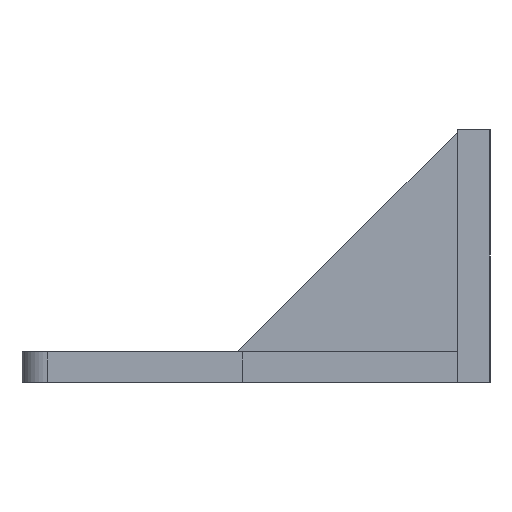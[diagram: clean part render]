
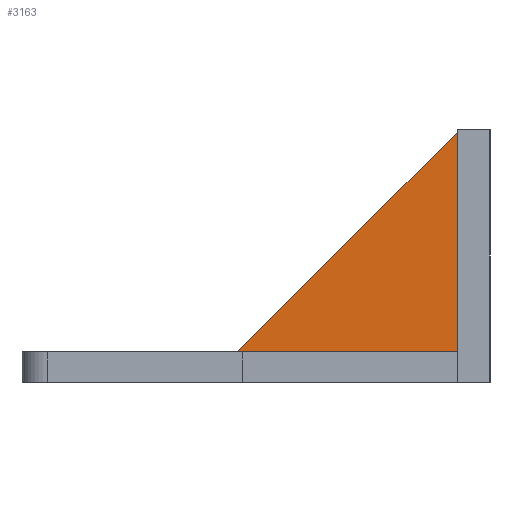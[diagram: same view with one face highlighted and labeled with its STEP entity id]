
A CAD part, left-side view. The second image highlights one B-rep face of the part: STEP entity #3163.
In plain terms, the highlighted planar face has unit normal (-1, 0, 0).
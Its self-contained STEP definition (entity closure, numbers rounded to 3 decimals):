
#3056=CARTESIAN_POINT('',(385.9,121.5,4.5));
#3057=VERTEX_POINT('',#3056);
#3072=CARTESIAN_POINT('',(385.9,121.5,47.885));
#3073=VERTEX_POINT('',#3072);
#3080=CARTESIAN_POINT('',(385.9,121.5,4.5));
#3081=DIRECTION('',(0.,0.,1.));
#3082=VECTOR('',#3081,43.385);
#3083=LINE('',#3080,#3082);
#3084=EDGE_CURVE('',#3057,#3073,#3083,.T.);
#3094=CARTESIAN_POINT('',(385.9,164.885,4.5));
#3095=VERTEX_POINT('',#3094);
#3096=CARTESIAN_POINT('',(385.9,121.5,47.885));
#3097=DIRECTION('',(0.,0.707,-0.707));
#3098=VECTOR('',#3097,61.355);
#3099=LINE('',#3096,#3098);
#3100=EDGE_CURVE('',#3073,#3095,#3099,.T.);
#3132=CARTESIAN_POINT('',(385.9,164.885,4.5));
#3133=DIRECTION('',(0.,-1.,0.));
#3134=VECTOR('',#3133,43.385);
#3135=LINE('',#3132,#3134);
#3136=EDGE_CURVE('',#3095,#3057,#3135,.T.);
#3153=CARTESIAN_POINT('',(385.9,98.5,0.));
#3154=DIRECTION('',(-1.,0.,0.));
#3155=DIRECTION('',(0.,-1.,0.));
#3156=AXIS2_PLACEMENT_3D('',#3153,#3154,#3155);
#3157=PLANE('',#3156);
#3158=ORIENTED_EDGE('',*,*,#3136,.T.);
#3159=ORIENTED_EDGE('',*,*,#3084,.T.);
#3160=ORIENTED_EDGE('',*,*,#3100,.T.);
#3161=EDGE_LOOP('',(#3158,#3159,#3160));
#3162=FACE_BOUND('',#3161,.T.);
#3163=ADVANCED_FACE('',(#3162),#3157,.T.);
